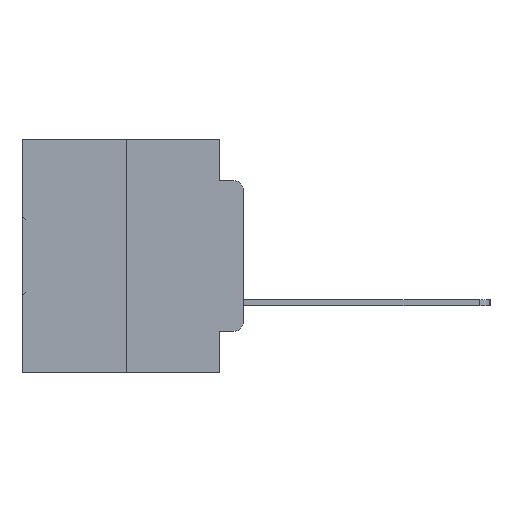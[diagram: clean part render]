
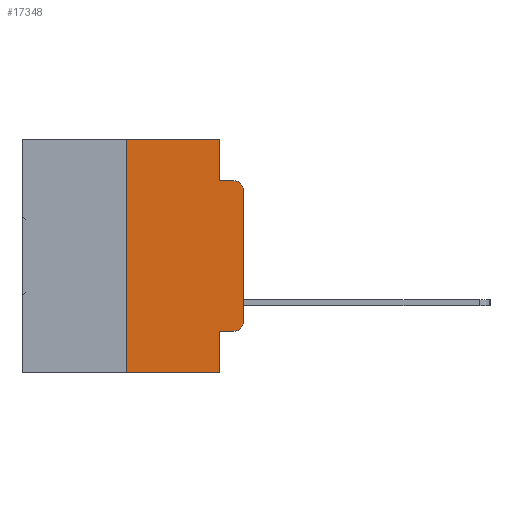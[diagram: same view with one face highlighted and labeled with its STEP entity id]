
A CAD part, left-side view. The second image highlights one B-rep face of the part: STEP entity #17348.
In plain terms, the highlighted planar face has unit normal (-1, 0, 0).
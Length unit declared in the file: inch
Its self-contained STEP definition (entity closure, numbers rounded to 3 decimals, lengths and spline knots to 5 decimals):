
#104 = LINE ( 'NONE', #8962, #34010 ) ;
#552 = VECTOR ( 'NONE', #6201, 39.37008 ) ;
#917 = ORIENTED_EDGE ( 'NONE', *, *, #14212, .F. ) ;
#1591 = CIRCLE ( 'NONE', #26260, 0.02 ) ;
#2355 = VERTEX_POINT ( 'NONE', #20574 ) ;
#2543 = DIRECTION ( 'NONE',  ( 0., -1., 0. ) ) ;
#3045 = ORIENTED_EDGE ( 'NONE', *, *, #30956, .T. ) ;
#3374 = EDGE_CURVE ( 'NONE', #34016, #10584, #6904, .T. ) ;
#3504 = AXIS2_PLACEMENT_3D ( 'NONE', #26816, #24260, #8212 ) ;
#3535 = CARTESIAN_POINT ( 'NONE',  ( 0., 0.051, -0.4115 ) ) ;
#4666 = CARTESIAN_POINT ( 'NONE',  ( 0., 0.051, -0.5 ) ) ;
#4702 = CARTESIAN_POINT ( 'NONE',  ( 0., 0.473, -0.5 ) ) ;
#5034 = LINE ( 'NONE', #4702, #24792 ) ;
#5191 = EDGE_CURVE ( 'NONE', #34016, #8405, #18490, .T. ) ;
#5468 = PLANE ( 'NONE',  #3504 ) ;
#6201 = DIRECTION ( 'NONE',  ( 0., -1., 0. ) ) ;
#6904 = LINE ( 'NONE', #22256, #552 ) ;
#6980 = VECTOR ( 'NONE', #8135, 39.37008 ) ;
#7020 = EDGE_CURVE ( 'NONE', #7688, #28722, #7379, .T. ) ;
#7379 = LINE ( 'NONE', #23979, #28728 ) ;
#7688 = VERTEX_POINT ( 'NONE', #29735 ) ;
#7925 = DIRECTION ( 'NONE',  ( 0., 0., 1. ) ) ;
#8135 = DIRECTION ( 'NONE',  ( 0., 0., -1. ) ) ;
#8212 = DIRECTION ( 'NONE',  ( 0., 0., -1. ) ) ;
#8405 = VERTEX_POINT ( 'NONE', #4666 ) ;
#8681 = CARTESIAN_POINT ( 'NONE',  ( 0., 0.051, 0. ) ) ;
#8962 = CARTESIAN_POINT ( 'NONE',  ( 0., 0., 0. ) ) ;
#9992 = DIRECTION ( 'NONE',  ( -1., 0., 0. ) ) ;
#10132 = VERTEX_POINT ( 'NONE', #20286 ) ;
#10584 = VERTEX_POINT ( 'NONE', #32965 ) ;
#10681 = VECTOR ( 'NONE', #24573, 39.37008 ) ;
#11415 = VECTOR ( 'NONE', #16005, 39.37008 ) ;
#13156 = LINE ( 'NONE', #15973, #24875 ) ;
#13322 = CARTESIAN_POINT ( 'NONE',  ( 0., 0.051, 0. ) ) ;
#14117 = LINE ( 'NONE', #32041, #6980 ) ;
#14127 = EDGE_LOOP ( 'NONE', ( #17805, #26147, #21516, #917, #17767, #32765, #19437, #29044, #22807, #3045 ) ) ;
#14212 = EDGE_CURVE ( 'NONE', #27425, #10132, #14117, .T. ) ;
#14325 = VERTEX_POINT ( 'NONE', #21928 ) ;
#15597 = EDGE_CURVE ( 'NONE', #28722, #27425, #17783, .T. ) ;
#15973 = CARTESIAN_POINT ( 'NONE',  ( 0., 0.051, -0.0885 ) ) ;
#16005 = DIRECTION ( 'NONE',  ( 0., 0., -1. ) ) ;
#16009 = EDGE_CURVE ( 'NONE', #10132, #29039, #13156, .T. ) ;
#16018 = CARTESIAN_POINT ( 'NONE',  ( 0., 0.02, -0.1085 ) ) ;
#17038 = DIRECTION ( 'NONE',  ( 0., 0., 1. ) ) ;
#17348 = ADVANCED_FACE ( 'NONE', ( #23949 ), #5468, .F. ) ;
#17767 = ORIENTED_EDGE ( 'NONE', *, *, #15597, .F. ) ;
#17783 = LINE ( 'NONE', #27228, #10681 ) ;
#17805 = ORIENTED_EDGE ( 'NONE', *, *, #23191, .T. ) ;
#17812 = EDGE_CURVE ( 'NONE', #2355, #29039, #1591, .T. ) ;
#18490 = LINE ( 'NONE', #13322, #11415 ) ;
#18701 = DIRECTION ( 'NONE',  ( 0., 0., -1. ) ) ;
#19437 = ORIENTED_EDGE ( 'NONE', *, *, #34313, .T. ) ;
#20286 = CARTESIAN_POINT ( 'NONE',  ( 0., 0.051, -0.0885 ) ) ;
#20567 = CARTESIAN_POINT ( 'NONE',  ( 0., 0.25, 0. ) ) ;
#20574 = CARTESIAN_POINT ( 'NONE',  ( 0., 0., -0.1085 ) ) ;
#21516 = ORIENTED_EDGE ( 'NONE', *, *, #16009, .F. ) ;
#21928 = CARTESIAN_POINT ( 'NONE',  ( 0., 0., -0.3915 ) ) ;
#22256 = CARTESIAN_POINT ( 'NONE',  ( 0., 0.051, -0.4115 ) ) ;
#22807 = ORIENTED_EDGE ( 'NONE', *, *, #3374, .T. ) ;
#23191 = EDGE_CURVE ( 'NONE', #14325, #2355, #104, .T. ) ;
#23949 = FACE_OUTER_BOUND ( 'NONE', #14127, .T. ) ;
#23979 = CARTESIAN_POINT ( 'NONE',  ( 0., 0.25, 0. ) ) ;
#24177 = AXIS2_PLACEMENT_3D ( 'NONE', #26045, #9992, #28695 ) ;
#24260 = DIRECTION ( 'NONE',  ( 1., 0., 0. ) ) ;
#24573 = DIRECTION ( 'NONE',  ( 0., -1., 0. ) ) ;
#24792 = VECTOR ( 'NONE', #31490, 39.37008 ) ;
#24875 = VECTOR ( 'NONE', #2543, 39.37008 ) ;
#26045 = CARTESIAN_POINT ( 'NONE',  ( 0., 0.02, -0.3915 ) ) ;
#26147 = ORIENTED_EDGE ( 'NONE', *, *, #17812, .T. ) ;
#26260 = AXIS2_PLACEMENT_3D ( 'NONE', #16018, #34642, #18701 ) ;
#26816 = CARTESIAN_POINT ( 'NONE',  ( 0., 0.473, 0. ) ) ;
#27228 = CARTESIAN_POINT ( 'NONE',  ( 0., 0.473, 0. ) ) ;
#27425 = VERTEX_POINT ( 'NONE', #8681 ) ;
#28695 = DIRECTION ( 'NONE',  ( 0., 0., -1. ) ) ;
#28722 = VERTEX_POINT ( 'NONE', #20567 ) ;
#28728 = VECTOR ( 'NONE', #7925, 39.37008 ) ;
#28773 = CIRCLE ( 'NONE', #24177, 0.02 ) ;
#29039 = VERTEX_POINT ( 'NONE', #29642 ) ;
#29044 = ORIENTED_EDGE ( 'NONE', *, *, #5191, .F. ) ;
#29642 = CARTESIAN_POINT ( 'NONE',  ( 0., 0.02, -0.0885 ) ) ;
#29735 = CARTESIAN_POINT ( 'NONE',  ( 0., 0.25, -0.5 ) ) ;
#30956 = EDGE_CURVE ( 'NONE', #10584, #14325, #28773, .T. ) ;
#31490 = DIRECTION ( 'NONE',  ( 0., -1., 0. ) ) ;
#32041 = CARTESIAN_POINT ( 'NONE',  ( 0., 0.051, 0. ) ) ;
#32765 = ORIENTED_EDGE ( 'NONE', *, *, #7020, .F. ) ;
#32965 = CARTESIAN_POINT ( 'NONE',  ( 0., 0.02, -0.4115 ) ) ;
#34010 = VECTOR ( 'NONE', #17038, 39.37008 ) ;
#34016 = VERTEX_POINT ( 'NONE', #3535 ) ;
#34313 = EDGE_CURVE ( 'NONE', #7688, #8405, #5034, .T. ) ;
#34642 = DIRECTION ( 'NONE',  ( -1., 0., 0. ) ) ;
